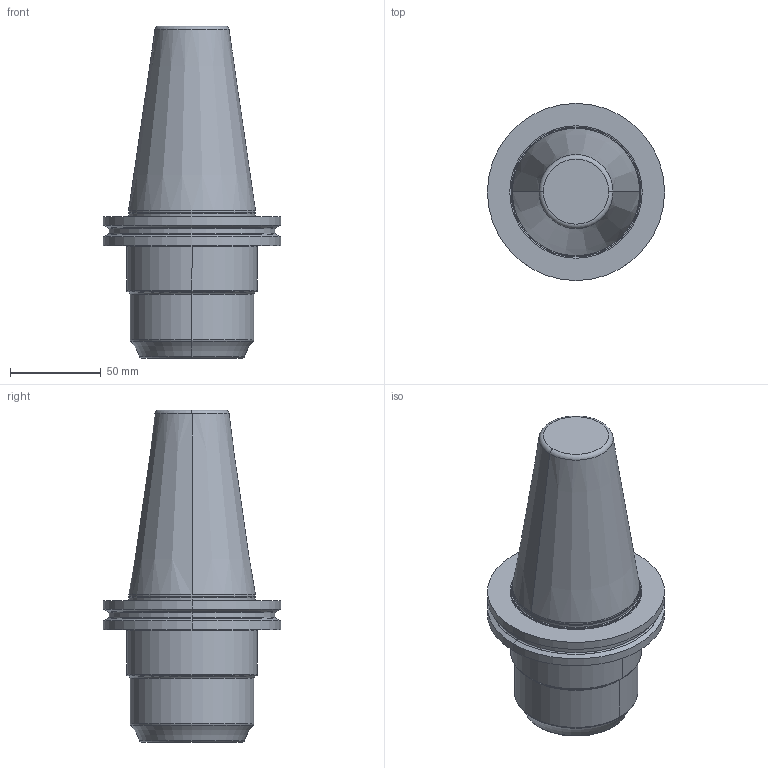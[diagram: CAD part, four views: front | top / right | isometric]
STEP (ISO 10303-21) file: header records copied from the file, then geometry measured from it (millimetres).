
FILE_DESCRIPTION((''),'2;1');
FILE_NAME('607239806-000-00-E43','2019-04-24T15:13:47',('bahnemannr'),(''),'CREO PARAMETRIC BY PTC INC, 2018300','CREO PARAMETRIC BY PTC INC, 2018300','');
FILE_SCHEMA(('AUTOMOTIVE_DESIGN { 1 0 10303 214 1 1 1 1 }'));
Length unit declared in the file: millimetre
Products named in the file (1): 607239806-000-00-E43
Bounding box: 97.5 x 97.5 x 182.75 mm (x, y, z)
Volume: 554743.1 mm3; surface area: 54991 mm2
Topology: 1 solids, 1 shells, 62 faces, 127 edges, 78 vertices
Faces by surface type: torus 26, cylinder 16, cone 12, plane 8
Entity records: 2921 total; most frequent: DIRECTION 351, CARTESIAN_POINT 262, ORIENTED_EDGE 244, AXIS2_PLACEMENT_3D 159, PROPERTY_DEFINITION 157, REPRESENTATION 156, PROPERTY_DEFINITION_REPRESENTATION 156, PRESENTATION_STYLE_ASSIGNMENT 131
